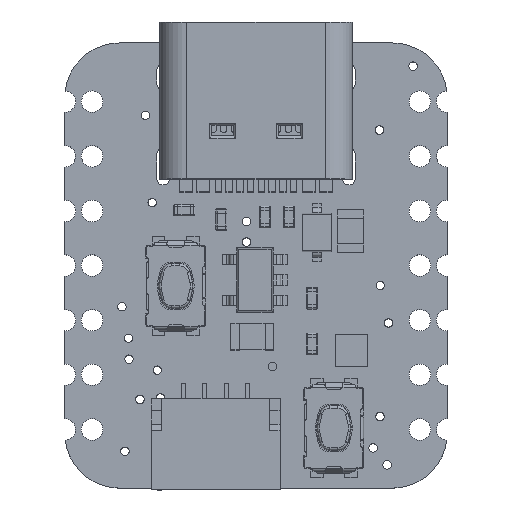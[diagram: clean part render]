
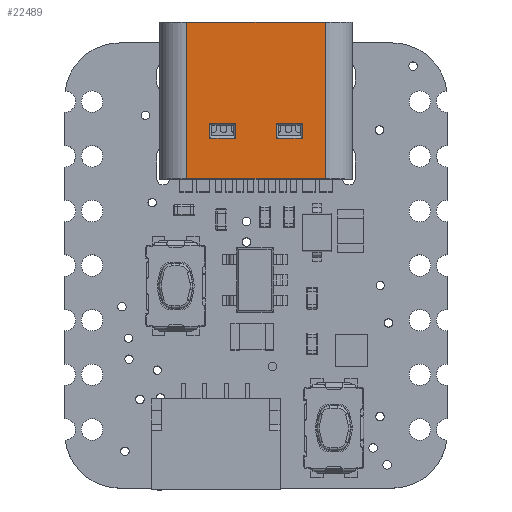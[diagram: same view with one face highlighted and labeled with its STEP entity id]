
A CAD part, top view. The second image highlights one B-rep face of the part: STEP entity #22489.
In plain terms, the highlighted planar face has unit normal (0, 0, 1).
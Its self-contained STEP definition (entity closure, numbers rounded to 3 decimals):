
#467=FACE_BOUND('',#3566,.T.);
#468=FACE_BOUND('',#3567,.T.);
#2244=FACE_OUTER_BOUND('',#3565,.T.);
#3565=EDGE_LOOP('',(#17740,#17741,#17742,#17743));
#3566=EDGE_LOOP('',(#17744,#17745,#17746,#17747));
#3567=EDGE_LOOP('',(#17748,#17749,#17750,#17751));
#5567=LINE('',#35356,#7968);
#5582=LINE('',#35422,#7983);
#5583=LINE('',#35424,#7984);
#5584=LINE('',#35425,#7985);
#5585=LINE('',#35428,#7986);
#5586=LINE('',#35430,#7987);
#5587=LINE('',#35432,#7988);
#5588=LINE('',#35433,#7989);
#5589=LINE('',#35436,#7990);
#5590=LINE('',#35438,#7991);
#5591=LINE('',#35440,#7992);
#5592=LINE('',#35441,#7993);
#7968=VECTOR('',#28826,6.44);
#7983=VECTOR('',#28899,7.3);
#7984=VECTOR('',#28900,6.44);
#7985=VECTOR('',#28901,7.3);
#7986=VECTOR('',#28902,1.2);
#7987=VECTOR('',#28903,0.7);
#7988=VECTOR('',#28904,1.2);
#7989=VECTOR('',#28905,0.7);
#7990=VECTOR('',#28906,1.2);
#7991=VECTOR('',#28907,0.7);
#7992=VECTOR('',#28908,1.2);
#7993=VECTOR('',#28909,0.7);
#10152=VERTEX_POINT('',#35353);
#10153=VERTEX_POINT('',#35355);
#10175=VERTEX_POINT('',#35421);
#10176=VERTEX_POINT('',#35423);
#10177=VERTEX_POINT('',#35426);
#10178=VERTEX_POINT('',#35427);
#10179=VERTEX_POINT('',#35429);
#10180=VERTEX_POINT('',#35431);
#10181=VERTEX_POINT('',#35434);
#10182=VERTEX_POINT('',#35435);
#10183=VERTEX_POINT('',#35437);
#10184=VERTEX_POINT('',#35439);
#12835=EDGE_CURVE('',#10153,#10152,#5567,.T.);
#12871=EDGE_CURVE('',#10152,#10175,#5582,.F.);
#12872=EDGE_CURVE('',#10176,#10175,#5583,.T.);
#12873=EDGE_CURVE('',#10176,#10153,#5584,.T.);
#12874=EDGE_CURVE('',#10177,#10178,#5585,.T.);
#12875=EDGE_CURVE('',#10178,#10179,#5586,.T.);
#12876=EDGE_CURVE('',#10179,#10180,#5587,.T.);
#12877=EDGE_CURVE('',#10180,#10177,#5588,.T.);
#12878=EDGE_CURVE('',#10181,#10182,#5589,.T.);
#12879=EDGE_CURVE('',#10182,#10183,#5590,.T.);
#12880=EDGE_CURVE('',#10183,#10184,#5591,.T.);
#12881=EDGE_CURVE('',#10184,#10181,#5592,.T.);
#17740=ORIENTED_EDGE('',*,*,#12835,.T.);
#17741=ORIENTED_EDGE('',*,*,#12871,.T.);
#17742=ORIENTED_EDGE('',*,*,#12872,.F.);
#17743=ORIENTED_EDGE('',*,*,#12873,.T.);
#17744=ORIENTED_EDGE('',*,*,#12874,.T.);
#17745=ORIENTED_EDGE('',*,*,#12875,.T.);
#17746=ORIENTED_EDGE('',*,*,#12876,.T.);
#17747=ORIENTED_EDGE('',*,*,#12877,.T.);
#17748=ORIENTED_EDGE('',*,*,#12878,.T.);
#17749=ORIENTED_EDGE('',*,*,#12879,.T.);
#17750=ORIENTED_EDGE('',*,*,#12880,.T.);
#17751=ORIENTED_EDGE('',*,*,#12881,.T.);
#20958=PLANE('',#24308);
#22489=ADVANCED_FACE('',(#2244,#467,#468),#20958,.F.);
#24308=AXIS2_PLACEMENT_3D('',#35420,#28897,#28898);
#28826=DIRECTION('',(-1.,0.,0.));
#28897=DIRECTION('center_axis',(0.,0.,-1.));
#28898=DIRECTION('ref_axis',(1.,0.,0.));
#28899=DIRECTION('',(0.,1.,0.));
#28900=DIRECTION('',(-1.,0.,0.));
#28901=DIRECTION('',(0.,1.,0.));
#28902=DIRECTION('',(1.,0.,0.));
#28903=DIRECTION('',(0.,-1.,0.));
#28904=DIRECTION('',(-1.,0.,0.));
#28905=DIRECTION('',(0.,1.,0.));
#28906=DIRECTION('',(1.,0.,0.));
#28907=DIRECTION('',(0.,-1.,0.));
#28908=DIRECTION('',(-1.,0.,0.));
#28909=DIRECTION('',(0.,1.,0.));
#35353=CARTESIAN_POINT('',(-3.22,3.55,3.2));
#35355=CARTESIAN_POINT('',(3.22,3.55,3.2));
#35356=CARTESIAN_POINT('',(3.22,3.55,3.2));
#35420=CARTESIAN_POINT('Origin',(-4.47,-3.75,3.2));
#35421=CARTESIAN_POINT('',(-3.22,-3.75,3.2));
#35422=CARTESIAN_POINT('',(-3.22,-3.75,3.2));
#35423=CARTESIAN_POINT('',(3.22,-3.75,3.2));
#35424=CARTESIAN_POINT('',(3.22,-3.75,3.2));
#35425=CARTESIAN_POINT('',(3.22,-3.75,3.2));
#35426=CARTESIAN_POINT('',(-2.15,1.65,3.2));
#35427=CARTESIAN_POINT('',(-0.95,1.65,3.2));
#35428=CARTESIAN_POINT('',(-2.15,1.65,3.2));
#35429=CARTESIAN_POINT('',(-0.95,0.95,3.2));
#35430=CARTESIAN_POINT('',(-0.95,1.65,3.2));
#35431=CARTESIAN_POINT('',(-2.15,0.95,3.2));
#35432=CARTESIAN_POINT('',(-0.95,0.95,3.2));
#35433=CARTESIAN_POINT('',(-2.15,0.95,3.2));
#35434=CARTESIAN_POINT('',(0.95,1.65,3.2));
#35435=CARTESIAN_POINT('',(2.15,1.65,3.2));
#35436=CARTESIAN_POINT('',(0.95,1.65,3.2));
#35437=CARTESIAN_POINT('',(2.15,0.95,3.2));
#35438=CARTESIAN_POINT('',(2.15,1.65,3.2));
#35439=CARTESIAN_POINT('',(0.95,0.95,3.2));
#35440=CARTESIAN_POINT('',(2.15,0.95,3.2));
#35441=CARTESIAN_POINT('',(0.95,0.95,3.2));
